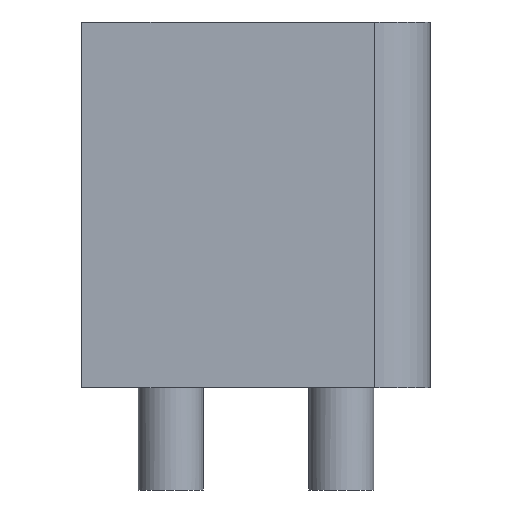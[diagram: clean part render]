
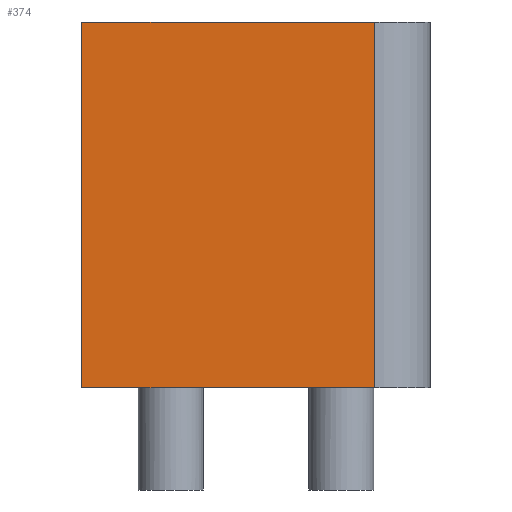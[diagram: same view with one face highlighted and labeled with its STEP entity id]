
A CAD part, front view. The second image highlights one B-rep face of the part: STEP entity #374.
In plain terms, the highlighted planar face has unit normal (0, -1, 0).
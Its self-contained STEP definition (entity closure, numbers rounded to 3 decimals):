
#17 = ORIENTED_EDGE ( 'NONE', *, *, #904, .F. ) ;
#18 = DIRECTION ( 'NONE',  ( 0., 0., -1. ) ) ;
#47 = EDGE_CURVE ( 'NONE', #1508, #1274, #214, .T. ) ;
#143 = DIRECTION ( 'NONE',  ( 1., 0., 0. ) ) ;
#172 = AXIS2_PLACEMENT_3D ( 'NONE', #1487, #1191, #1085 ) ;
#192 = CARTESIAN_POINT ( 'NONE',  ( 8.575, -2.625, 10.7 ) ) ;
#214 = LINE ( 'NONE', #1144, #461 ) ;
#292 = LINE ( 'NONE', #1226, #362 ) ;
#294 = VERTEX_POINT ( 'NONE', #444 ) ;
#314 = ORIENTED_EDGE ( 'NONE', *, *, #397, .T. ) ;
#321 = CARTESIAN_POINT ( 'NONE',  ( 8.575, -2.625, 10.7 ) ) ;
#362 = VECTOR ( 'NONE', #18, 1000. ) ;
#374 = ADVANCED_FACE ( 'NONE', ( #826 ), #423, .F. ) ;
#397 = EDGE_CURVE ( 'NONE', #294, #974, #1595, .T. ) ;
#423 = PLANE ( 'NONE',  #172 ) ;
#444 = CARTESIAN_POINT ( 'NONE',  ( 0., -2.625, 0. ) ) ;
#461 = VECTOR ( 'NONE', #1396, 1000. ) ;
#479 = LINE ( 'NONE', #192, #800 ) ;
#495 = CARTESIAN_POINT ( 'NONE',  ( 8.575, -2.625, 0. ) ) ;
#521 = EDGE_CURVE ( 'NONE', #1508, #294, #292, .T. ) ;
#698 = ORIENTED_EDGE ( 'NONE', *, *, #47, .F. ) ;
#800 = VECTOR ( 'NONE', #994, 1000. ) ;
#826 = FACE_OUTER_BOUND ( 'NONE', #971, .T. ) ;
#904 = EDGE_CURVE ( 'NONE', #1274, #974, #479, .T. ) ;
#936 = CARTESIAN_POINT ( 'NONE',  ( 0., -2.625, 0. ) ) ;
#971 = EDGE_LOOP ( 'NONE', ( #314, #17, #698, #1369 ) ) ;
#974 = VERTEX_POINT ( 'NONE', #495 ) ;
#994 = DIRECTION ( 'NONE',  ( 0., 0., -1. ) ) ;
#1085 = DIRECTION ( 'NONE',  ( -1., 0., 0. ) ) ;
#1098 = CARTESIAN_POINT ( 'NONE',  ( 0., -2.625, 10.7 ) ) ;
#1144 = CARTESIAN_POINT ( 'NONE',  ( 0., -2.625, 10.7 ) ) ;
#1191 = DIRECTION ( 'NONE',  ( 0., 1., 0. ) ) ;
#1226 = CARTESIAN_POINT ( 'NONE',  ( 0., -2.625, 10.7 ) ) ;
#1274 = VERTEX_POINT ( 'NONE', #321 ) ;
#1369 = ORIENTED_EDGE ( 'NONE', *, *, #521, .T. ) ;
#1396 = DIRECTION ( 'NONE',  ( 1., 0., 0. ) ) ;
#1487 = CARTESIAN_POINT ( 'NONE',  ( 0., -2.625, 10.7 ) ) ;
#1501 = VECTOR ( 'NONE', #143, 1000. ) ;
#1508 = VERTEX_POINT ( 'NONE', #1098 ) ;
#1595 = LINE ( 'NONE', #936, #1501 ) ;
